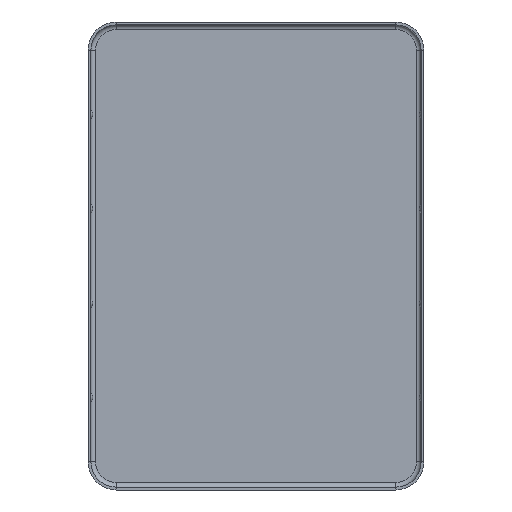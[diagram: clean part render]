
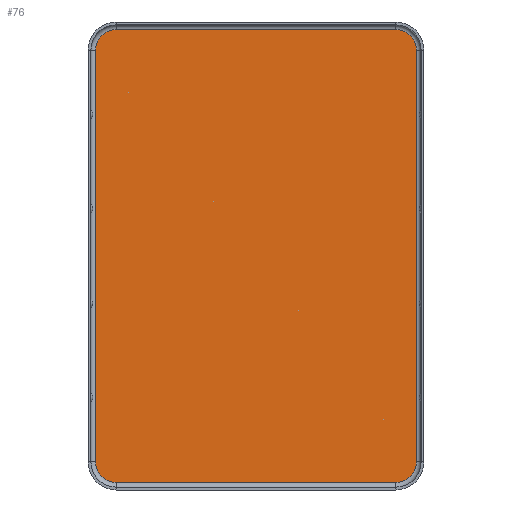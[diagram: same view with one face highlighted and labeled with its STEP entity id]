
A CAD part, front view. The second image highlights one B-rep face of the part: STEP entity #76.
In plain terms, the highlighted planar face has unit normal (0, -1, 0).
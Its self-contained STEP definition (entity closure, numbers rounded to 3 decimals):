
#7 = EDGE_CURVE ( 'NONE', #2025, #309, #851, .T. ) ;
#10 = CARTESIAN_POINT ( 'NONE',  ( 14.8, 0., 24. ) ) ;
#64 = EDGE_CURVE ( 'NONE', #1945, #440, #1693, .T. ) ;
#76 = ADVANCED_FACE ( 'NONE', ( #300 ), #1570, .T. ) ;
#96 = CIRCLE ( 'NONE', #1137, 2.2 ) ;
#188 = AXIS2_PLACEMENT_3D ( 'NONE', #1782, #1946, #342 ) ;
#225 = VECTOR ( 'NONE', #1108, 1000. ) ;
#228 = CARTESIAN_POINT ( 'NONE',  ( 17., 0., 21.8 ) ) ;
#282 = VECTOR ( 'NONE', #1845, 1000. ) ;
#293 = CARTESIAN_POINT ( 'NONE',  ( 14.8, 0., -24. ) ) ;
#300 = FACE_OUTER_BOUND ( 'NONE', #889, .T. ) ;
#309 = VERTEX_POINT ( 'NONE', #1412 ) ;
#342 = DIRECTION ( 'NONE',  ( 1., 0., 0. ) ) ;
#360 = ORIENTED_EDGE ( 'NONE', *, *, #2050, .F. ) ;
#396 = CARTESIAN_POINT ( 'NONE',  ( 14.8, 0., 24. ) ) ;
#438 = LINE ( 'NONE', #1722, #1129 ) ;
#440 = VERTEX_POINT ( 'NONE', #1474 ) ;
#480 = DIRECTION ( 'NONE',  ( 0., 0., -1. ) ) ;
#535 = CARTESIAN_POINT ( 'NONE',  ( -14.8, 0., 21.8 ) ) ;
#552 = VERTEX_POINT ( 'NONE', #228 ) ;
#589 = CARTESIAN_POINT ( 'NONE',  ( 14.8, 0., -24. ) ) ;
#634 = VERTEX_POINT ( 'NONE', #1556 ) ;
#723 = AXIS2_PLACEMENT_3D ( 'NONE', #1583, #1553, #776 ) ;
#752 = ORIENTED_EDGE ( 'NONE', *, *, #935, .F. ) ;
#776 = DIRECTION ( 'NONE',  ( 0., 0., -1. ) ) ;
#840 = ORIENTED_EDGE ( 'NONE', *, *, #1836, .F. ) ;
#851 = LINE ( 'NONE', #396, #282 ) ;
#889 = EDGE_LOOP ( 'NONE', ( #360, #752, #840, #1495, #1784, #915, #1121, #1780 ) ) ;
#915 = ORIENTED_EDGE ( 'NONE', *, *, #1269, .F. ) ;
#933 = DIRECTION ( 'NONE',  ( -1., 0., 0. ) ) ;
#935 = EDGE_CURVE ( 'NONE', #634, #1861, #1439, .T. ) ;
#956 = LINE ( 'NONE', #293, #225 ) ;
#1040 = DIRECTION ( 'NONE',  ( 0., 1., 0. ) ) ;
#1108 = DIRECTION ( 'NONE',  ( -1., 0., 0. ) ) ;
#1121 = ORIENTED_EDGE ( 'NONE', *, *, #2012, .T. ) ;
#1129 = VECTOR ( 'NONE', #1219, 1000. ) ;
#1137 = AXIS2_PLACEMENT_3D ( 'NONE', #1308, #1919, #1296 ) ;
#1219 = DIRECTION ( 'NONE',  ( 0., 0., -1. ) ) ;
#1250 = DIRECTION ( 'NONE',  ( 0., -1., 0. ) ) ;
#1269 = EDGE_CURVE ( 'NONE', #2013, #309, #1930, .T. ) ;
#1283 = LINE ( 'NONE', #1614, #1435 ) ;
#1296 = DIRECTION ( 'NONE',  ( 1., 0., 0. ) ) ;
#1308 = CARTESIAN_POINT ( 'NONE',  ( 14.8, 0., 21.8 ) ) ;
#1412 = CARTESIAN_POINT ( 'NONE',  ( -14.8, 0., 24. ) ) ;
#1435 = VECTOR ( 'NONE', #480, 1000. ) ;
#1439 = CIRCLE ( 'NONE', #188, 2.2 ) ;
#1474 = CARTESIAN_POINT ( 'NONE',  ( -14.8, 0., -24. ) ) ;
#1495 = ORIENTED_EDGE ( 'NONE', *, *, #1506, .T. ) ;
#1506 = EDGE_CURVE ( 'NONE', #552, #2025, #96, .T. ) ;
#1510 = DIRECTION ( 'NONE',  ( -1., 0., 0. ) ) ;
#1512 = AXIS2_PLACEMENT_3D ( 'NONE', #535, #1040, #1510 ) ;
#1553 = DIRECTION ( 'NONE',  ( 0., -1., 0. ) ) ;
#1556 = CARTESIAN_POINT ( 'NONE',  ( 17., 0., -21.8 ) ) ;
#1570 = PLANE ( 'NONE',  #723 ) ;
#1583 = CARTESIAN_POINT ( 'NONE',  ( 14.8, 0., -21.8 ) ) ;
#1585 = CARTESIAN_POINT ( 'NONE',  ( -17., 0., -21.8 ) ) ;
#1614 = CARTESIAN_POINT ( 'NONE',  ( -17., 0., 0. ) ) ;
#1630 = AXIS2_PLACEMENT_3D ( 'NONE', #1863, #1250, #933 ) ;
#1693 = CIRCLE ( 'NONE', #1630, 2.2 ) ;
#1722 = CARTESIAN_POINT ( 'NONE',  ( 17., 0., 0. ) ) ;
#1764 = CARTESIAN_POINT ( 'NONE',  ( -17., 0., 21.8 ) ) ;
#1780 = ORIENTED_EDGE ( 'NONE', *, *, #64, .T. ) ;
#1782 = CARTESIAN_POINT ( 'NONE',  ( 14.8, 0., -21.8 ) ) ;
#1784 = ORIENTED_EDGE ( 'NONE', *, *, #7, .T. ) ;
#1836 = EDGE_CURVE ( 'NONE', #552, #634, #438, .T. ) ;
#1845 = DIRECTION ( 'NONE',  ( -1., 0., 0. ) ) ;
#1861 = VERTEX_POINT ( 'NONE', #589 ) ;
#1863 = CARTESIAN_POINT ( 'NONE',  ( -14.8, 0., -21.8 ) ) ;
#1919 = DIRECTION ( 'NONE',  ( 0., -1., 0. ) ) ;
#1930 = CIRCLE ( 'NONE', #1512, 2.2 ) ;
#1945 = VERTEX_POINT ( 'NONE', #1585 ) ;
#1946 = DIRECTION ( 'NONE',  ( 0., 1., 0. ) ) ;
#2012 = EDGE_CURVE ( 'NONE', #2013, #1945, #1283, .T. ) ;
#2013 = VERTEX_POINT ( 'NONE', #1764 ) ;
#2025 = VERTEX_POINT ( 'NONE', #10 ) ;
#2050 = EDGE_CURVE ( 'NONE', #1861, #440, #956, .T. ) ;
